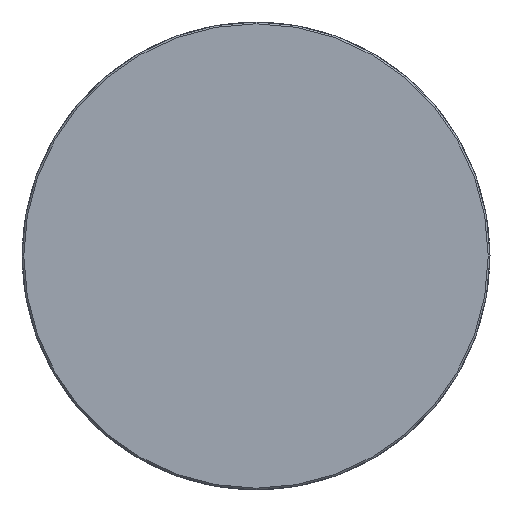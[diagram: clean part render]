
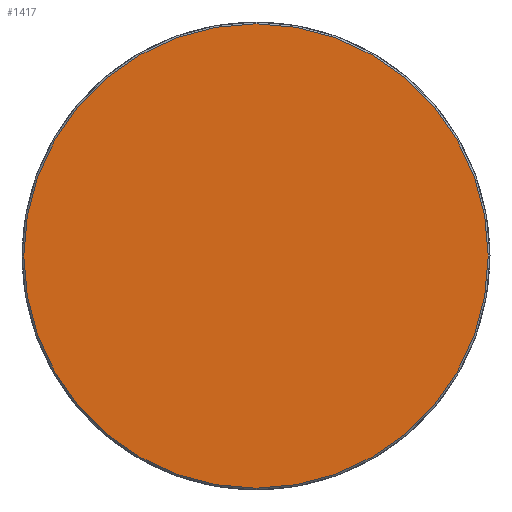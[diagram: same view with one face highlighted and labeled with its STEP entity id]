
A CAD part, left-side view. The second image highlights one B-rep face of the part: STEP entity #1417.
In plain terms, the highlighted planar face has unit normal (-1, 0, 0).
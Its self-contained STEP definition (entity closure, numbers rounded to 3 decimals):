
#270 = FACE_OUTER_BOUND ( 'NONE', #2858, .T. ) ;
#703 = AXIS2_PLACEMENT_3D ( 'NONE', #3048, #1159, #3025 ) ;
#1013 = VERTEX_POINT ( 'NONE', #3395 ) ;
#1051 = ORIENTED_EDGE ( 'NONE', *, *, #3386, .T. ) ;
#1159 = DIRECTION ( 'NONE',  ( 1., 0., 0. ) ) ;
#1366 = VERTEX_POINT ( 'NONE', #3038 ) ;
#1417 = ADVANCED_FACE ( 'NONE', ( #270 ), #2748, .F. ) ;
#1573 = CARTESIAN_POINT ( 'NONE',  ( -251.7, 0., 0. ) ) ;
#1620 = DIRECTION ( 'NONE',  ( 0., 0., -1. ) ) ;
#1721 = ORIENTED_EDGE ( 'NONE', *, *, #2985, .T. ) ;
#1953 = CIRCLE ( 'NONE', #3337, 129. ) ;
#2137 = DIRECTION ( 'NONE',  ( -1., 0., 0. ) ) ;
#2250 = CIRCLE ( 'NONE', #2953, 129. ) ;
#2748 = PLANE ( 'NONE',  #703 ) ;
#2858 = EDGE_LOOP ( 'NONE', ( #1051, #1721 ) ) ;
#2907 = DIRECTION ( 'NONE',  ( -1., 0., 0. ) ) ;
#2931 = DIRECTION ( 'NONE',  ( 0., 0., -1. ) ) ;
#2953 = AXIS2_PLACEMENT_3D ( 'NONE', #3191, #2137, #2931 ) ;
#2985 = EDGE_CURVE ( 'NONE', #1013, #1366, #1953, .T. ) ;
#3025 = DIRECTION ( 'NONE',  ( 0., 0., -1. ) ) ;
#3038 = CARTESIAN_POINT ( 'NONE',  ( -251.7, 0., -129. ) ) ;
#3048 = CARTESIAN_POINT ( 'NONE',  ( -251.7, -130.548, 130.548 ) ) ;
#3191 = CARTESIAN_POINT ( 'NONE',  ( -251.7, 0., 0. ) ) ;
#3337 = AXIS2_PLACEMENT_3D ( 'NONE', #1573, #2907, #1620 ) ;
#3386 = EDGE_CURVE ( 'NONE', #1366, #1013, #2250, .T. ) ;
#3395 = CARTESIAN_POINT ( 'NONE',  ( -251.7, 0., 129. ) ) ;
